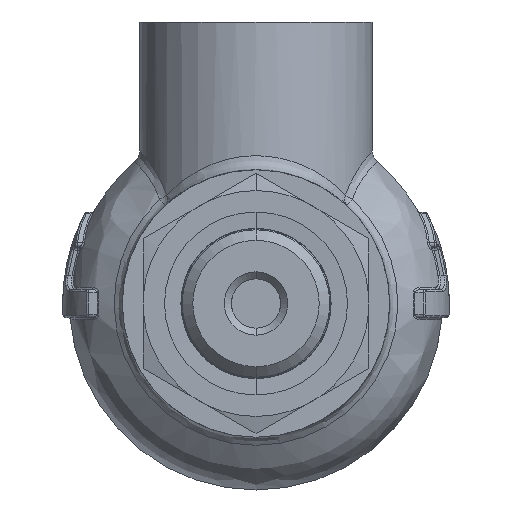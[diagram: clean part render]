
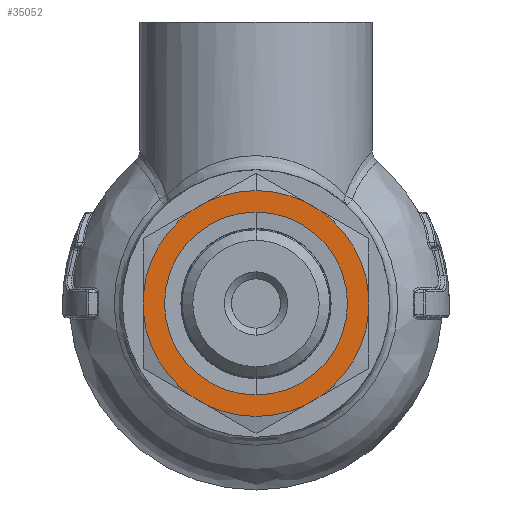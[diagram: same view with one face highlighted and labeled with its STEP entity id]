
A CAD part, front view. The second image highlights one B-rep face of the part: STEP entity #35052.
In plain terms, the highlighted planar face has unit normal (0, -1, 0).
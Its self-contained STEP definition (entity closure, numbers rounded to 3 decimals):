
#228 = DIRECTION ( 'NONE',  ( 0., 0., -1. ) ) ;
#777 = AXIS2_PLACEMENT_3D ( 'NONE', #59198, #14967, #71842 ) ;
#1246 = CIRCLE ( 'NONE', #48262, 16.05 ) ;
#1547 = EDGE_CURVE ( 'NONE', #27644, #80460, #62185, .T. ) ;
#3765 = EDGE_CURVE ( 'NONE', #80031, #68527, #5904, .T. ) ;
#3787 = CARTESIAN_POINT ( 'NONE',  ( -16., -12.5, 1.266 ) ) ;
#4057 = AXIS2_PLACEMENT_3D ( 'NONE', #31474, #24629, #37532 ) ;
#5133 = VECTOR ( 'NONE', #66245, 1000. ) ;
#5408 = EDGE_CURVE ( 'NONE', #61438, #19964, #25653, .T. ) ;
#5904 = CIRCLE ( 'NONE', #48895, 16.05 ) ;
#5967 = ORIENTED_EDGE ( 'NONE', *, *, #72417, .T. ) ;
#6038 = DIRECTION ( 'NONE',  ( 0., -1., 0. ) ) ;
#6620 = ORIENTED_EDGE ( 'NONE', *, *, #3765, .T. ) ;
#7132 = EDGE_CURVE ( 'NONE', #41944, #22880, #27511, .T. ) ;
#7471 = VERTEX_POINT ( 'NONE', #35537 ) ;
#8686 = LINE ( 'NONE', #40114, #25436 ) ;
#8952 = VERTEX_POINT ( 'NONE', #21468 ) ;
#9110 = CARTESIAN_POINT ( 'NONE',  ( 0., -12.5, 18.475 ) ) ;
#9388 = CARTESIAN_POINT ( 'NONE',  ( 16., -12.5, -1.266 ) ) ;
#10370 = CARTESIAN_POINT ( 'NONE',  ( 0., -12.5, 0. ) ) ;
#10845 = CARTESIAN_POINT ( 'NONE',  ( 0., -12.5, 0. ) ) ;
#11109 = CARTESIAN_POINT ( 'NONE',  ( -6.904, -12.5, -14.489 ) ) ;
#11780 = FACE_OUTER_BOUND ( 'NONE', #49927, .T. ) ;
#11906 = VERTEX_POINT ( 'NONE', #37818 ) ;
#12129 = DIRECTION ( 'NONE',  ( 0., 0., 1. ) ) ;
#12147 = CARTESIAN_POINT ( 'NONE',  ( 9.096, -12.5, -13.223 ) ) ;
#12264 = VECTOR ( 'NONE', #12945, 1000. ) ;
#12340 = ORIENTED_EDGE ( 'NONE', *, *, #30440, .T. ) ;
#12945 = DIRECTION ( 'NONE',  ( -0.866, 0., -0.5 ) ) ;
#13331 = CIRCLE ( 'NONE', #49311, 13. ) ;
#14967 = DIRECTION ( 'NONE',  ( 0., 1., 0. ) ) ;
#15481 = ORIENTED_EDGE ( 'NONE', *, *, #7132, .T. ) ;
#16618 = VERTEX_POINT ( 'NONE', #11109 ) ;
#17185 = EDGE_CURVE ( 'NONE', #22340, #22880, #51266, .T. ) ;
#17313 = VERTEX_POINT ( 'NONE', #41928 ) ;
#17782 = DIRECTION ( 'NONE',  ( 0., -1., 0. ) ) ;
#18840 = EDGE_CURVE ( 'NONE', #61438, #80031, #61469, .T. ) ;
#18856 = AXIS2_PLACEMENT_3D ( 'NONE', #10370, #53343, #54139 ) ;
#19964 = VERTEX_POINT ( 'NONE', #50244 ) ;
#20209 = ORIENTED_EDGE ( 'NONE', *, *, #57848, .F. ) ;
#21468 = CARTESIAN_POINT ( 'NONE',  ( 0., -12.5, -13. ) ) ;
#22070 = CARTESIAN_POINT ( 'NONE',  ( -16., -12.5, -1.266 ) ) ;
#22340 = VERTEX_POINT ( 'NONE', #51043 ) ;
#22880 = VERTEX_POINT ( 'NONE', #9388 ) ;
#24629 = DIRECTION ( 'NONE',  ( 0., -1., 0. ) ) ;
#25436 = VECTOR ( 'NONE', #40399, 1000. ) ;
#25653 = LINE ( 'NONE', #9110, #73816 ) ;
#27169 = CARTESIAN_POINT ( 'NONE',  ( 16., -12.5, 9.238 ) ) ;
#27455 = DIRECTION ( 'NONE',  ( 0., 0., -1. ) ) ;
#27511 = CIRCLE ( 'NONE', #51727, 16.05 ) ;
#27644 = VERTEX_POINT ( 'NONE', #22070 ) ;
#30440 = EDGE_CURVE ( 'NONE', #17313, #8952, #13331, .T. ) ;
#31161 = CARTESIAN_POINT ( 'NONE',  ( 0., -12.5, 0. ) ) ;
#31382 = PLANE ( 'NONE',  #48919 ) ;
#31474 = CARTESIAN_POINT ( 'NONE',  ( 0., -12.5, 0. ) ) ;
#32547 = CARTESIAN_POINT ( 'NONE',  ( 0., -12.5, 0. ) ) ;
#32740 = LINE ( 'NONE', #61248, #5133 ) ;
#32832 = DIRECTION ( 'NONE',  ( 0., 0., 1. ) ) ;
#32919 = CARTESIAN_POINT ( 'NONE',  ( -6.904, -12.5, 14.489 ) ) ;
#33512 = CARTESIAN_POINT ( 'NONE',  ( 0., -12.5, 16.05 ) ) ;
#35052 = ADVANCED_FACE ( 'NONE', ( #11780, #76764 ), #31382, .T. ) ;
#35537 = CARTESIAN_POINT ( 'NONE',  ( -9.096, -12.5, -13.223 ) ) ;
#35945 = CARTESIAN_POINT ( 'NONE',  ( 0., -12.5, 0. ) ) ;
#37532 = DIRECTION ( 'NONE',  ( 0., 0., 1. ) ) ;
#37818 = CARTESIAN_POINT ( 'NONE',  ( -9.096, -12.5, 13.223 ) ) ;
#38181 = CIRCLE ( 'NONE', #64368, 16.05 ) ;
#38400 = EDGE_CURVE ( 'NONE', #16618, #81529, #38181, .T. ) ;
#40114 = CARTESIAN_POINT ( 'NONE',  ( -16., -12.5, 9.238 ) ) ;
#40399 = DIRECTION ( 'NONE',  ( 0.866, 0., 0.5 ) ) ;
#40756 = ORIENTED_EDGE ( 'NONE', *, *, #18840, .T. ) ;
#41928 = CARTESIAN_POINT ( 'NONE',  ( 0., -12.5, 13. ) ) ;
#41944 = VERTEX_POINT ( 'NONE', #12147 ) ;
#42362 = ORIENTED_EDGE ( 'NONE', *, *, #38400, .T. ) ;
#42745 = ORIENTED_EDGE ( 'NONE', *, *, #5408, .F. ) ;
#43725 = CARTESIAN_POINT ( 'NONE',  ( 0., -12.5, 13. ) ) ;
#44306 = DIRECTION ( 'NONE',  ( 0., 1., 0. ) ) ;
#45947 = CARTESIAN_POINT ( 'NONE',  ( -16., -12.5, -9.238 ) ) ;
#46088 = ORIENTED_EDGE ( 'NONE', *, *, #63624, .F. ) ;
#46571 = ORIENTED_EDGE ( 'NONE', *, *, #17185, .F. ) ;
#47328 = VECTOR ( 'NONE', #27455, 1000. ) ;
#47419 = VECTOR ( 'NONE', #65462, 1000. ) ;
#47934 = CARTESIAN_POINT ( 'NONE',  ( 0., -12.5, 0. ) ) ;
#48262 = AXIS2_PLACEMENT_3D ( 'NONE', #35945, #68064, #54877 ) ;
#48895 = AXIS2_PLACEMENT_3D ( 'NONE', #32547, #76800, #32832 ) ;
#48919 = AXIS2_PLACEMENT_3D ( 'NONE', #43725, #6038, #228 ) ;
#49311 = AXIS2_PLACEMENT_3D ( 'NONE', #61540, #67582, #80009 ) ;
#49927 = EDGE_LOOP ( 'NONE', ( #66775, #20209, #42362, #46088, #15481, #46571, #74837, #42745, #40756, #6620, #69197, #70238, #77174 ) ) ;
#50244 = CARTESIAN_POINT ( 'NONE',  ( 9.096, -12.5, 13.223 ) ) ;
#50568 = EDGE_CURVE ( 'NONE', #11906, #68527, #8686, .T. ) ;
#51043 = CARTESIAN_POINT ( 'NONE',  ( 16., -12.5, 1.266 ) ) ;
#51266 = LINE ( 'NONE', #27169, #47328 ) ;
#51727 = AXIS2_PLACEMENT_3D ( 'NONE', #47934, #66641, #66383 ) ;
#52835 = CIRCLE ( 'NONE', #777, 13. ) ;
#53343 = DIRECTION ( 'NONE',  ( 0., -1., 0. ) ) ;
#54139 = DIRECTION ( 'NONE',  ( 0., 0., 1. ) ) ;
#54497 = CIRCLE ( 'NONE', #79640, 16.05 ) ;
#54877 = DIRECTION ( 'NONE',  ( -1., 0., 0. ) ) ;
#55948 = DIRECTION ( 'NONE',  ( 0., 0., 1. ) ) ;
#56391 = CARTESIAN_POINT ( 'NONE',  ( 16., -12.5, -9.238 ) ) ;
#57537 = EDGE_CURVE ( 'NONE', #11906, #80460, #1246, .T. ) ;
#57848 = EDGE_CURVE ( 'NONE', #16618, #7471, #32740, .T. ) ;
#59198 = CARTESIAN_POINT ( 'NONE',  ( 0., -12.5, 0. ) ) ;
#61248 = CARTESIAN_POINT ( 'NONE',  ( 0., -12.5, -18.475 ) ) ;
#61438 = VERTEX_POINT ( 'NONE', #70534 ) ;
#61469 = CIRCLE ( 'NONE', #18856, 16.05 ) ;
#61540 = CARTESIAN_POINT ( 'NONE',  ( 0., -12.5, 0. ) ) ;
#62185 = LINE ( 'NONE', #45947, #47419 ) ;
#63379 = CARTESIAN_POINT ( 'NONE',  ( 6.904, -12.5, -14.489 ) ) ;
#63624 = EDGE_CURVE ( 'NONE', #41944, #81529, #74210, .T. ) ;
#63726 = EDGE_CURVE ( 'NONE', #19964, #22340, #54497, .T. ) ;
#64368 = AXIS2_PLACEMENT_3D ( 'NONE', #10845, #17782, #55948 ) ;
#65462 = DIRECTION ( 'NONE',  ( 0., 0., 1. ) ) ;
#66245 = DIRECTION ( 'NONE',  ( -0.866, 0., 0.5 ) ) ;
#66297 = DIRECTION ( 'NONE',  ( 0.866, 0., -0.5 ) ) ;
#66383 = DIRECTION ( 'NONE',  ( 0., 0., 1. ) ) ;
#66641 = DIRECTION ( 'NONE',  ( 0., -1., 0. ) ) ;
#66775 = ORIENTED_EDGE ( 'NONE', *, *, #75656, .T. ) ;
#67582 = DIRECTION ( 'NONE',  ( 0., 1., 0. ) ) ;
#68064 = DIRECTION ( 'NONE',  ( 0., -1., 0. ) ) ;
#68527 = VERTEX_POINT ( 'NONE', #32919 ) ;
#69116 = EDGE_LOOP ( 'NONE', ( #12340, #5967 ) ) ;
#69197 = ORIENTED_EDGE ( 'NONE', *, *, #50568, .F. ) ;
#70238 = ORIENTED_EDGE ( 'NONE', *, *, #57537, .T. ) ;
#70534 = CARTESIAN_POINT ( 'NONE',  ( 6.904, -12.5, 14.489 ) ) ;
#71842 = DIRECTION ( 'NONE',  ( 0., 0., 1. ) ) ;
#72417 = EDGE_CURVE ( 'NONE', #8952, #17313, #52835, .T. ) ;
#73816 = VECTOR ( 'NONE', #66297, 1000. ) ;
#74210 = LINE ( 'NONE', #56391, #12264 ) ;
#74837 = ORIENTED_EDGE ( 'NONE', *, *, #63726, .F. ) ;
#75656 = EDGE_CURVE ( 'NONE', #27644, #7471, #77838, .T. ) ;
#76764 = FACE_BOUND ( 'NONE', #69116, .T. ) ;
#76800 = DIRECTION ( 'NONE',  ( 0., -1., 0. ) ) ;
#77174 = ORIENTED_EDGE ( 'NONE', *, *, #1547, .F. ) ;
#77838 = CIRCLE ( 'NONE', #4057, 16.05 ) ;
#79640 = AXIS2_PLACEMENT_3D ( 'NONE', #31161, #44306, #12129 ) ;
#80009 = DIRECTION ( 'NONE',  ( 0., 0., 1. ) ) ;
#80031 = VERTEX_POINT ( 'NONE', #33512 ) ;
#80460 = VERTEX_POINT ( 'NONE', #3787 ) ;
#81529 = VERTEX_POINT ( 'NONE', #63379 ) ;
